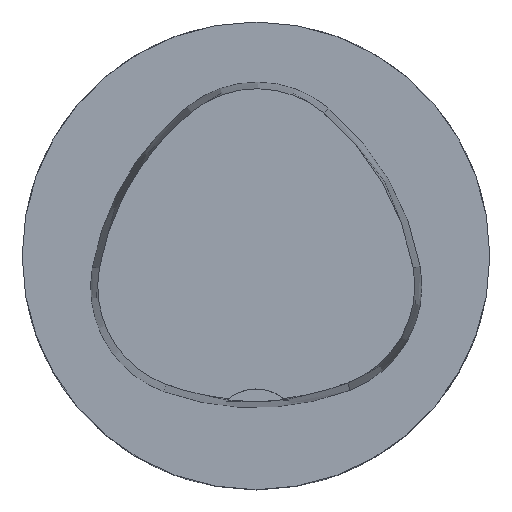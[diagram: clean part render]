
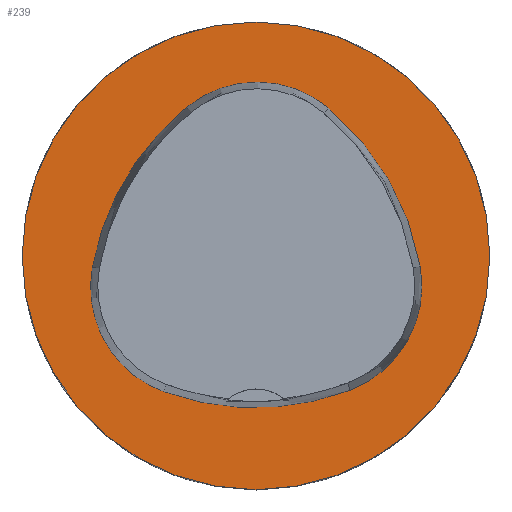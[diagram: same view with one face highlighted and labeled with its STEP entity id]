
A CAD part, top view. The second image highlights one B-rep face of the part: STEP entity #239.
In plain terms, the highlighted planar face has unit normal (0, 0, 1).
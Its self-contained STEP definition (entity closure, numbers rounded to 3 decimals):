
#212=FACE_BOUND('',#339,.T.);
#213=FACE_BOUND('',#340,.T.);
#239=ADVANCED_FACE('',(#212,#213),#259,.T.);
#259=PLANE('',#783);
#339=EDGE_LOOP('',(#440,#441,#442,#443,#444,#445));
#340=EDGE_LOOP('',(#446));
#440=ORIENTED_EDGE('',*,*,#588,.T.);
#441=ORIENTED_EDGE('',*,*,#568,.T.);
#442=ORIENTED_EDGE('',*,*,#572,.T.);
#443=ORIENTED_EDGE('',*,*,#575,.T.);
#444=ORIENTED_EDGE('',*,*,#578,.T.);
#445=ORIENTED_EDGE('',*,*,#586,.T.);
#446=ORIENTED_EDGE('',*,*,#559,.F.);
#509=VERTEX_POINT('',#1085);
#518=VERTEX_POINT('',#1104);
#519=VERTEX_POINT('',#1105);
#522=VERTEX_POINT('',#1113);
#524=VERTEX_POINT('',#1119);
#526=VERTEX_POINT('',#1125);
#533=VERTEX_POINT('',#1146);
#559=EDGE_CURVE('',#509,#509,#616,.T.);
#568=EDGE_CURVE('',#518,#519,#617,.T.);
#572=EDGE_CURVE('',#519,#522,#619,.T.);
#575=EDGE_CURVE('',#522,#524,#621,.T.);
#578=EDGE_CURVE('',#524,#526,#623,.T.);
#586=EDGE_CURVE('',#526,#533,#627,.T.);
#588=EDGE_CURVE('',#533,#518,#629,.T.);
#616=CIRCLE('',#754,31.5);
#617=CIRCLE('',#760,36.);
#619=CIRCLE('',#763,15.);
#621=CIRCLE('',#766,36.);
#623=CIRCLE('',#769,15.);
#627=CIRCLE('',#774,36.);
#629=CIRCLE('',#777,15.);
#754=AXIS2_PLACEMENT_3D('',#1084,#890,#891);
#760=AXIS2_PLACEMENT_3D('',#1103,#906,#907);
#763=AXIS2_PLACEMENT_3D('',#1112,#914,#915);
#766=AXIS2_PLACEMENT_3D('',#1118,#921,#922);
#769=AXIS2_PLACEMENT_3D('',#1124,#928,#929);
#774=AXIS2_PLACEMENT_3D('',#1147,#940,#941);
#777=AXIS2_PLACEMENT_3D('',#1150,#946,#947);
#783=AXIS2_PLACEMENT_3D('',#1156,#958,#959);
#890=DIRECTION('',(0.,0.,-1.));
#891=DIRECTION('',(-1.,0.,0.));
#906=DIRECTION('',(0.,0.,-1.));
#907=DIRECTION('',(-1.,0.,0.));
#914=DIRECTION('',(0.,0.,-1.));
#915=DIRECTION('',(-1.,0.,0.));
#921=DIRECTION('',(0.,0.,-1.));
#922=DIRECTION('',(-1.,0.,0.));
#928=DIRECTION('',(0.,0.,-1.));
#929=DIRECTION('',(-1.,0.,0.));
#940=DIRECTION('',(0.,0.,-1.));
#941=DIRECTION('',(-1.,0.,0.));
#946=DIRECTION('',(0.,0.,-1.));
#947=DIRECTION('',(-1.,0.,0.));
#958=DIRECTION('',(0.,0.,1.));
#959=DIRECTION('',(-1.,0.,0.));
#1084=CARTESIAN_POINT('',(0.,0.,0.));
#1085=CARTESIAN_POINT('',(-31.5,0.,0.));
#1103=CARTESIAN_POINT('',(13.398,-7.893,0.));
#1104=CARTESIAN_POINT('',(-22.041,-1.562,0.));
#1105=CARTESIAN_POINT('',(-9.317,20.036,0.));
#1112=CARTESIAN_POINT('',(0.148,8.399,0.));
#1113=CARTESIAN_POINT('',(9.779,19.898,0.));
#1118=CARTESIAN_POINT('',(-13.337,-7.7,0.));
#1119=CARTESIAN_POINT('',(22.122,-1.48,0.));
#1124=CARTESIAN_POINT('',(7.347,-4.071,0.));
#1125=CARTESIAN_POINT('',(12.693,-18.087,0.));
#1146=CARTESIAN_POINT('',(-12.373,-18.307,0.));
#1147=CARTESIAN_POINT('',(-0.137,15.55,0.));
#1150=CARTESIAN_POINT('',(-7.275,-4.2,0.));
#1156=CARTESIAN_POINT('',(0.,0.,0.));
